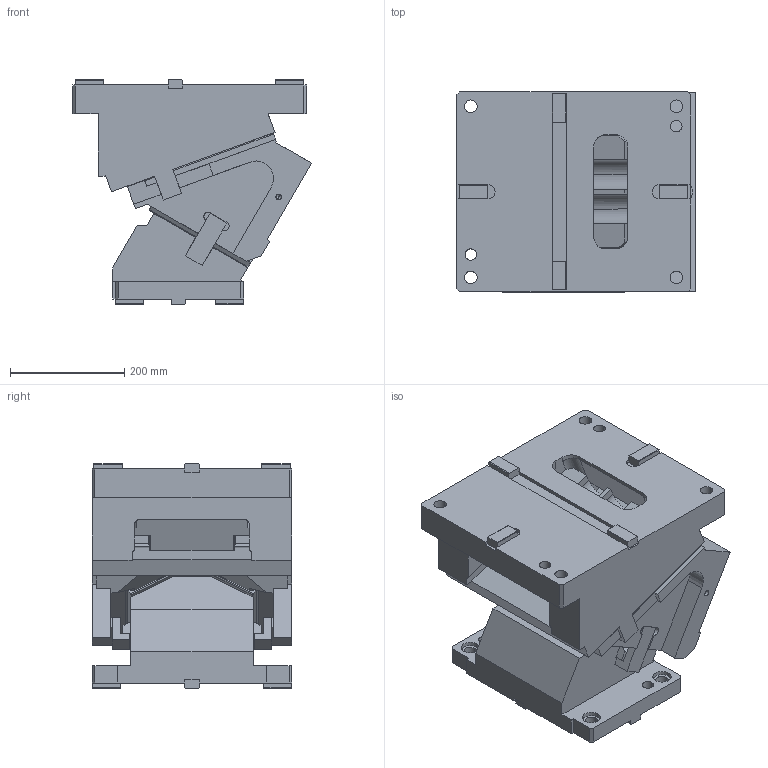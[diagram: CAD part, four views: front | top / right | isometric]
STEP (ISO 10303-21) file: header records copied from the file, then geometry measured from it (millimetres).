
FILE_DESCRIPTION(('CATIA V5 STEP Exchange'),'2;1');
FILE_NAME('CACV_350_30.stp','2015-04-24T14:18:38+00:00',('none'),('none'),'CATIA Version 5 Release 19 SP 2 (IN-10)','CATIA V5 STEP AP203','none');
FILE_SCHEMA(('CONFIG_CONTROL_DESIGN'));
Length unit declared in the file: millimetre
Products named in the file (1): CACV_350_30
Bounding box: 418.5 x 350 x 393 mm (x, y, z)
Volume: 30642206.7 mm3; surface area: 1392738.6 mm2
Topology: 3 solids, 5 shells, 588 faces, 1728 edges, 1144 vertices
Faces by surface type: plane 408, cylinder 148, extrusion 12, cone 10, bspline 6, torus 4
Entity records: 20089 total; most frequent: CARTESIAN_POINT 5009, ORIENTED_EDGE 3422, DIRECTION 2583, EDGE_CURVE 1711, VECTOR 1393, LINE 1381, VERTEX_POINT 1141, AXIS2_PLACEMENT_3D 687
